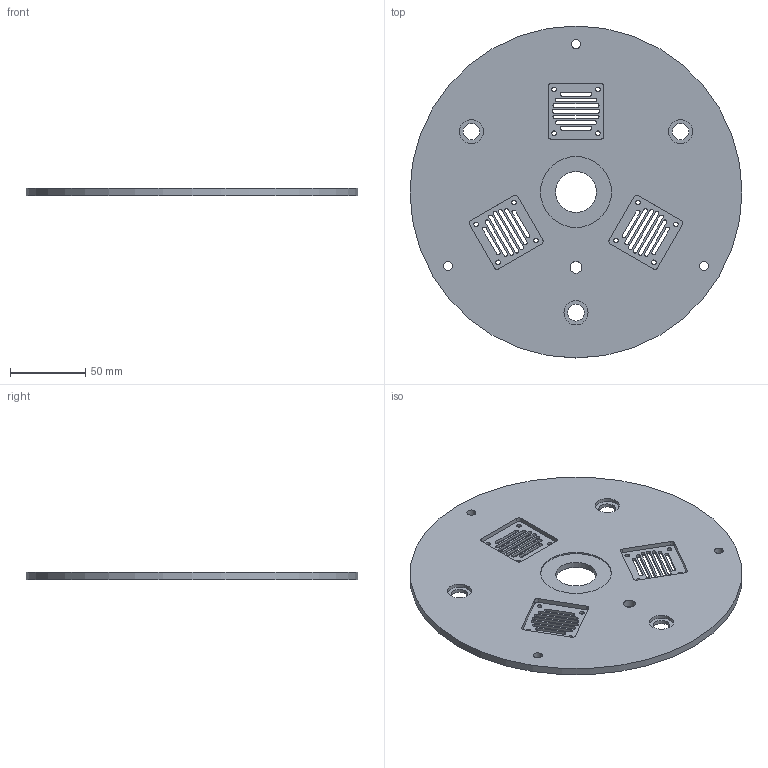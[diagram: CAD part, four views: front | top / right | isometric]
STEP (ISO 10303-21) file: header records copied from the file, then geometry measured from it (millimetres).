
FILE_DESCRIPTION(('FreeCAD Model'),'2;1');
FILE_NAME('barillet_inf_cnc.step', '2020-11-09T11:52:39',('Author'),(''), 'Open CASCADE STEP processor 7.3','FreeCAD','Unknown');
FILE_SCHEMA(('AUTOMOTIVE_DESIGN { 1 0 10303 214 1 1 1 1 }'));
Length unit declared in the file: millimetre
Products named in the file (1): Body
Bounding box: 220 x 220 x 5 mm (x, y, z)
Volume: 167922.7 mm3; surface area: 79997.7 mm2
Topology: 1 solids, 1 shells, 142 faces, 399 edges, 266 vertices
Faces by surface type: cylinder 79, plane 63
Full cylindrical faces by diameter (mm): 3 x12, 6 x3, 7.8 x1, 11 x3, 16 x3, 27 x1, 47 x1, 220 x1
Entity records: 10211 total; most frequent: CARTESIAN_POINT 2002, DIRECTION 1575, LINE 881, VECTOR 881, ORIENTED_EDGE 798, PCURVE 798, DEFINITIONAL_REPRESENTATION 798, EDGE_CURVE 399
